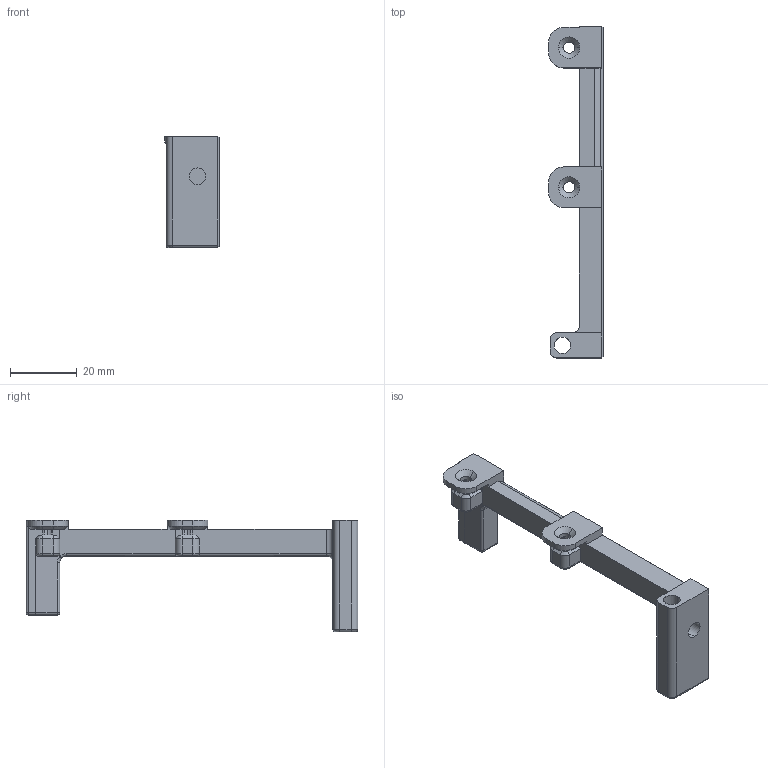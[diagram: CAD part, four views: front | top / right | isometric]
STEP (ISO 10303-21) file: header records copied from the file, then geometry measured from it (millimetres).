
FILE_DESCRIPTION (( 'STEP AP214' ), '1' );
FILE_NAME ('PSU clip-R^psu_octopus_spider_and_pi_mount.STEP', '2021-09-06T12:58:30', ( '' ), ( '' ), 'SwSTEP 2.0', 'SolidWorks 2021', '' );
FILE_SCHEMA (( 'AUTOMOTIVE_DESIGN' ));
Length unit declared in the file: millimetre
Products named in the file (1): PSU clip-R^psu_octopus_spider_and_pi_mount
Bounding box: 16.38 x 99.75 x 33.5 mm (x, y, z)
Volume: 10723.1 mm3; surface area: 6972.4 mm2
Topology: 1 solids, 1 shells, 162 faces, 412 edges, 251 vertices
Faces by surface type: plane 79, cylinder 54, cone 18, torus 8, sphere 2, bspline 1
Entity records: 4893 total; most frequent: CARTESIAN_POINT 883, DIRECTION 858, ORIENTED_EDGE 820, EDGE_CURVE 410, AXIS2_PLACEMENT_3D 296, VECTOR 266, LINE 266, VERTEX_POINT 251
